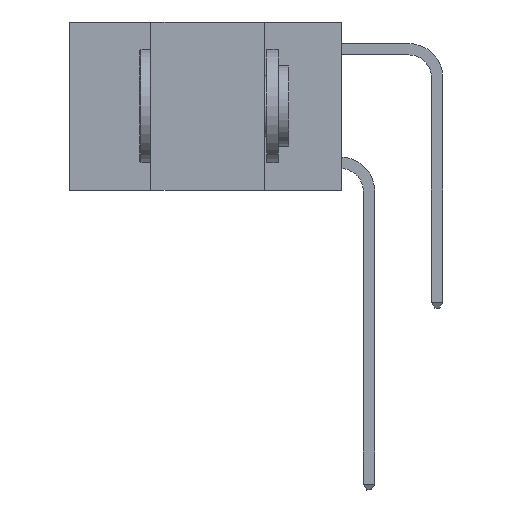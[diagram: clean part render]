
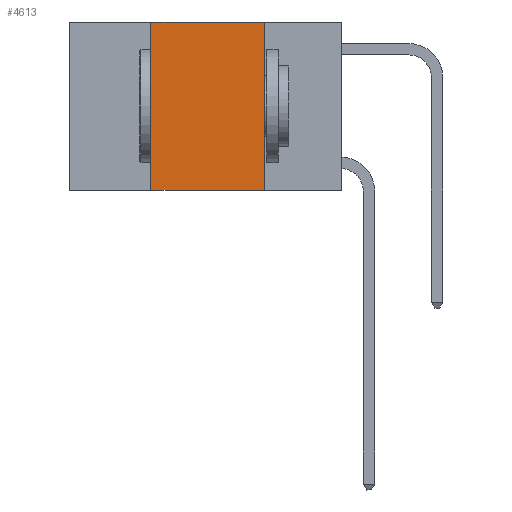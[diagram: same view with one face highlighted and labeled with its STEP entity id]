
A CAD part, left-side view. The second image highlights one B-rep face of the part: STEP entity #4613.
In plain terms, the highlighted planar face has unit normal (-1, 0, 0).
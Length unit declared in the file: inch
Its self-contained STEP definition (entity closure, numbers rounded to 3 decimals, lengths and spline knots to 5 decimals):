
#195 = DIRECTION ( 'NONE',  ( 0., 0., -1. ) ) ;
#670 = EDGE_CURVE ( 'NONE', #11103, #15806, #4284, .T. ) ;
#760 = VERTEX_POINT ( 'NONE', #14172 ) ;
#1868 = VECTOR ( 'NONE', #24275, 39.37008 ) ;
#2082 = ORIENTED_EDGE ( 'NONE', *, *, #12266, .T. ) ;
#3923 = DIRECTION ( 'NONE',  ( 1., 0., 0. ) ) ;
#4121 = VECTOR ( 'NONE', #6768, 39.37008 ) ;
#4284 = LINE ( 'NONE', #7794, #11614 ) ;
#4613 = ADVANCED_FACE ( 'NONE', ( #7663 ), #23000, .F. ) ;
#4719 = EDGE_CURVE ( 'NONE', #760, #19037, #20213, .T. ) ;
#4771 = CARTESIAN_POINT ( 'NONE',  ( 0., 0.17, 0. ) ) ;
#4986 = LINE ( 'NONE', #20640, #1868 ) ;
#5668 = CARTESIAN_POINT ( 'NONE',  ( 0., 0.6, 0. ) ) ;
#5700 = AXIS2_PLACEMENT_3D ( 'NONE', #21086, #3923, #195 ) ;
#6028 = DIRECTION ( 'NONE',  ( 0., 0., 1. ) ) ;
#6285 = VECTOR ( 'NONE', #21089, 39.37008 ) ;
#6768 = DIRECTION ( 'NONE',  ( 0., 0., -1. ) ) ;
#7663 = FACE_OUTER_BOUND ( 'NONE', #23736, .T. ) ;
#7794 = CARTESIAN_POINT ( 'NONE',  ( 0., 0.42, 0. ) ) ;
#8082 = CARTESIAN_POINT ( 'NONE',  ( 0., 0.42, -0.37 ) ) ;
#11103 = VERTEX_POINT ( 'NONE', #8082 ) ;
#11335 = LINE ( 'NONE', #5668, #6285 ) ;
#11614 = VECTOR ( 'NONE', #6028, 39.37008 ) ;
#12266 = EDGE_CURVE ( 'NONE', #11103, #19037, #4986, .T. ) ;
#12827 = EDGE_CURVE ( 'NONE', #15806, #760, #11335, .T. ) ;
#13503 = ORIENTED_EDGE ( 'NONE', *, *, #670, .F. ) ;
#14172 = CARTESIAN_POINT ( 'NONE',  ( 0., 0.17, 0. ) ) ;
#15806 = VERTEX_POINT ( 'NONE', #16723 ) ;
#16723 = CARTESIAN_POINT ( 'NONE',  ( 0., 0.42, 0. ) ) ;
#19037 = VERTEX_POINT ( 'NONE', #24671 ) ;
#20213 = LINE ( 'NONE', #4771, #4121 ) ;
#20640 = CARTESIAN_POINT ( 'NONE',  ( 0., 0.6, -0.37 ) ) ;
#20703 = ORIENTED_EDGE ( 'NONE', *, *, #12827, .F. ) ;
#21086 = CARTESIAN_POINT ( 'NONE',  ( 0., 0.6, 0. ) ) ;
#21089 = DIRECTION ( 'NONE',  ( 0., -1., 0. ) ) ;
#23000 = PLANE ( 'NONE',  #5700 ) ;
#23736 = EDGE_LOOP ( 'NONE', ( #24339, #20703, #13503, #2082 ) ) ;
#24275 = DIRECTION ( 'NONE',  ( 0., -1., 0. ) ) ;
#24339 = ORIENTED_EDGE ( 'NONE', *, *, #4719, .F. ) ;
#24671 = CARTESIAN_POINT ( 'NONE',  ( 0., 0.17, -0.37 ) ) ;
